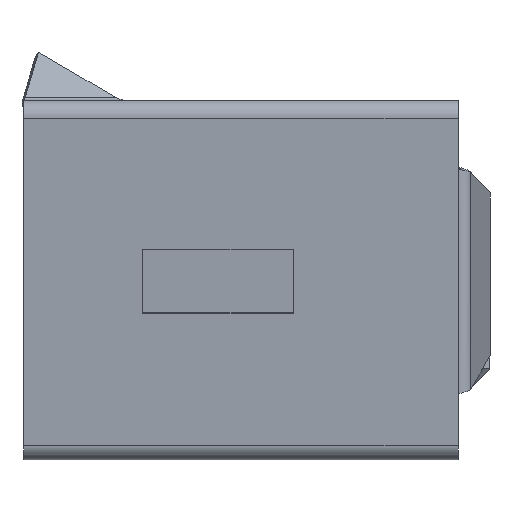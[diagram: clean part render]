
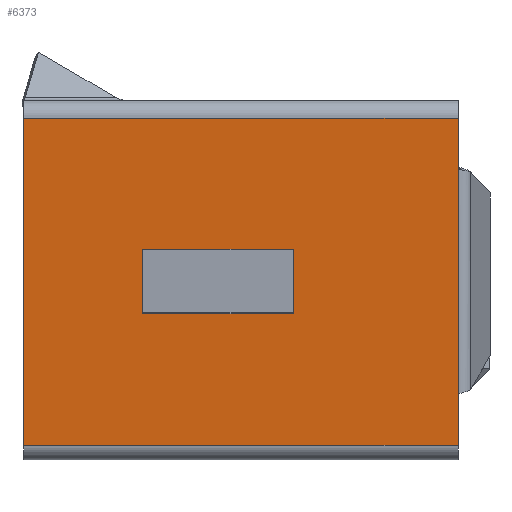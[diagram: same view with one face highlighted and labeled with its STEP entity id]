
A CAD part, left-side view. The second image highlights one B-rep face of the part: STEP entity #6373.
In plain terms, the highlighted planar face has unit normal (-0.996, 0, -0.087).
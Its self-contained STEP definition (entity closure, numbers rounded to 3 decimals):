
#3080=DIRECTION('',(0.,1.,0.));
#3081=VECTOR('',#3080,13.5);
#3082=CARTESIAN_POINT('',(0.048,0.,-0.544));
#3083=LINE('',#3082,#3081);
#3094=DIRECTION('',(-0.087,0.,0.996));
#3095=VECTOR('',#3094,2.);
#3096=CARTESIAN_POINT('',(0.579,5.121,-6.616));
#3097=LINE('',#3096,#3095);
#3101=DIRECTION('',(-0.087,0.,0.996));
#3102=VECTOR('',#3101,1.6);
#3103=CARTESIAN_POINT('',(0.936,0.,-10.701));
#3104=LINE('',#3103,#3102);
#3141=DIRECTION('',(-0.087,0.,0.996));
#3142=VECTOR('',#3141,7.);
#3143=CARTESIAN_POINT('',(0.797,0.,
-9.107));
#3144=LINE('',#3143,#3142);
#3202=DIRECTION('',(-0.087,0.,0.996));
#3203=VECTOR('',#3202,1.596);
#3204=CARTESIAN_POINT('',(0.187,0.,-2.134));
#3205=LINE('',#3204,#3203);
#3448=DIRECTION('',(0.087,0.,-0.996));
#3449=VECTOR('',#3448,10.196);
#3450=CARTESIAN_POINT('',(0.048,13.5,-0.544));
#3451=LINE('',#3450,#3449);
#3492=DIRECTION('',(0.,-1.,0.));
#3493=VECTOR('',#3492,13.5);
#3494=CARTESIAN_POINT('',(0.936,13.5,-10.701));
#3495=LINE('',#3494,#3493);
#4406=DIRECTION('',(0.,1.,0.));
#4407=VECTOR('',#4406,4.679);
#4408=CARTESIAN_POINT('',(0.579,5.121,-6.616));
#4409=LINE('',#4408,#4407);
#4525=DIRECTION('',(-0.087,0.,0.996));
#4526=VECTOR('',#4525,2.);
#4527=CARTESIAN_POINT('',(0.579,9.8,-6.616));
#4528=LINE('',#4527,#4526);
#4546=DIRECTION('',(0.,-1.,0.));
#4547=VECTOR('',#4546,4.679);
#4548=CARTESIAN_POINT('',(0.405,9.8,-4.624));
#4549=LINE('',#4548,#4547);
#5685=CARTESIAN_POINT('',(0.048,13.5,-0.544));
#5686=VERTEX_POINT('',#5685);
#5689=CARTESIAN_POINT('',(0.048,0.,-0.544));
#5690=VERTEX_POINT('',#5689);
#5691=CARTESIAN_POINT('',(0.936,0.,-10.701));
#5692=CARTESIAN_POINT('',(0.797,0.,
-9.107));
#5693=VERTEX_POINT('',#5691);
#5694=VERTEX_POINT('',#5692);
#5695=CARTESIAN_POINT('',(0.936,13.5,-10.701));
#5696=VERTEX_POINT('',#5695);
#5697=CARTESIAN_POINT('',(0.187,0.,-2.134));
#5698=VERTEX_POINT('',#5697);
#5699=CARTESIAN_POINT('',(0.405,9.8,-4.624));
#5700=CARTESIAN_POINT('',(0.405,5.121,-4.624));
#5701=VERTEX_POINT('',#5699);
#5702=VERTEX_POINT('',#5700);
#5703=CARTESIAN_POINT('',(0.579,9.8,-6.616));
#5704=VERTEX_POINT('',#5703);
#5705=CARTESIAN_POINT('',(0.579,5.121,-6.616));
#5706=VERTEX_POINT('',#5705);
#6345=CARTESIAN_POINT('',(0.,13.5,0.));
#6346=DIRECTION('',(-0.996,0.,-0.087));
#6347=DIRECTION('',(0.,1.,0.));
#6348=AXIS2_PLACEMENT_3D('',#6345,#6346,#6347);
#6349=PLANE('',#6348);
#6351=ORIENTED_EDGE('',*,*,#6350,.F.);
#6353=ORIENTED_EDGE('',*,*,#6352,.F.);
#6355=ORIENTED_EDGE('',*,*,#6354,.F.);
#6356=ORIENTED_EDGE('',*,*,#6329,.F.);
#6358=ORIENTED_EDGE('',*,*,#6357,.F.);
#6360=ORIENTED_EDGE('',*,*,#6359,.F.);
#6361=EDGE_LOOP('',(#6351,#6353,#6355,#6356,#6358,#6360));
#6362=FACE_OUTER_BOUND('',#6361,.F.);
#6364=ORIENTED_EDGE('',*,*,#6363,.F.);
#6366=ORIENTED_EDGE('',*,*,#6365,.F.);
#6368=ORIENTED_EDGE('',*,*,#6367,.F.);
#6370=ORIENTED_EDGE('',*,*,#6369,.T.);
#6371=EDGE_LOOP('',(#6364,#6366,#6368,#6370));
#6372=FACE_BOUND('',#6371,.F.);
#6329=EDGE_CURVE('',#5690,#5686,#3083,.T.);
#6350=EDGE_CURVE('',#5693,#5694,#3104,.T.);
#6352=EDGE_CURVE('',#5696,#5693,#3495,.T.);
#6354=EDGE_CURVE('',#5686,#5696,#3451,.T.);
#6357=EDGE_CURVE('',#5698,#5690,#3205,.T.);
#6359=EDGE_CURVE('',#5694,#5698,#3144,.T.);
#6363=EDGE_CURVE('',#5701,#5702,#4549,.T.);
#6365=EDGE_CURVE('',#5704,#5701,#4528,.T.);
#6367=EDGE_CURVE('',#5706,#5704,#4409,.T.);
#6369=EDGE_CURVE('',#5706,#5702,#3097,.T.);
#6373=ADVANCED_FACE('',(#6362,#6372),#6349,.T.);
